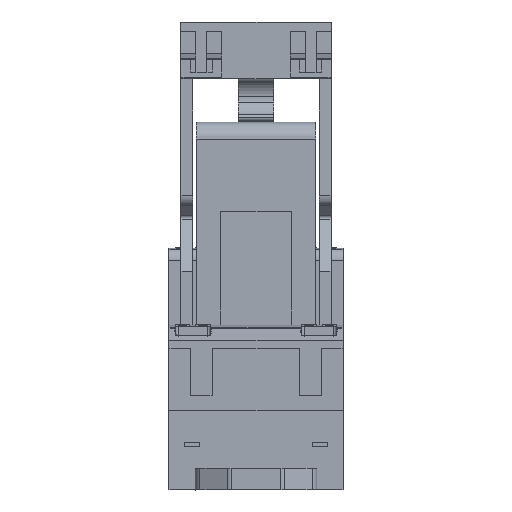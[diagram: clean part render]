
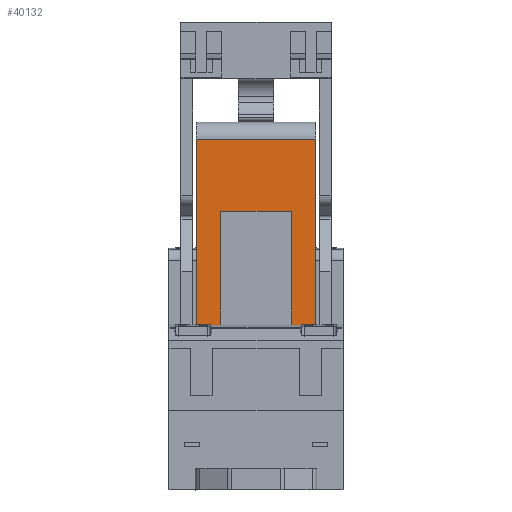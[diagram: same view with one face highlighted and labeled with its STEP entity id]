
A CAD part, front view. The second image highlights one B-rep face of the part: STEP entity #40132.
In plain terms, the highlighted planar face has unit normal (0, -1, 0).
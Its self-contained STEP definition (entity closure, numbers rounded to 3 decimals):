
#40096=AXIS2_PLACEMENT_3D('Plane Axis2P3D',#40093,#40094,#40095) ;
#40093=CARTESIAN_POINT('Axis2P3D Location',(25.805,31.495,29.6)) ;
#40098=CARTESIAN_POINT('Line Origine',(25.805,31.495,45.357)) ;
#40102=CARTESIAN_POINT('Vertex',(25.805,31.495,61.713)) ;
#40104=CARTESIAN_POINT('Vertex',(25.805,31.495,29.)) ;
#40107=CARTESIAN_POINT('Line Origine',(15.3,31.495,61.713)) ;
#40111=CARTESIAN_POINT('Vertex',(4.795,31.495,61.713)) ;
#40114=CARTESIAN_POINT('Line Origine',(4.795,31.495,45.357)) ;
#40118=CARTESIAN_POINT('Vertex',(4.795,31.495,29.)) ;
#40121=CARTESIAN_POINT('Line Origine',(15.3,31.495,29.)) ;
#40094=DIRECTION('Axis2P3D Direction',(0.,1.,0.)) ;
#40095=DIRECTION('Axis2P3D XDirection',(-1.,0.,0.)) ;
#40099=DIRECTION('Vector Direction',(0.,0.,-1.)) ;
#40108=DIRECTION('Vector Direction',(-1.,0.,0.)) ;
#40115=DIRECTION('Vector Direction',(0.,0.,-1.)) ;
#40122=DIRECTION('Vector Direction',(-1.,0.,0.)) ;
#40100=VECTOR('Line Direction',#40099,1.) ;
#40109=VECTOR('Line Direction',#40108,1.) ;
#40116=VECTOR('Line Direction',#40115,1.) ;
#40123=VECTOR('Line Direction',#40122,1.) ;
#40127=ORIENTED_EDGE('',*,*,#40106,.F.) ;
#40128=ORIENTED_EDGE('',*,*,#40113,.T.) ;
#40129=ORIENTED_EDGE('',*,*,#40120,.T.) ;
#40130=ORIENTED_EDGE('',*,*,#40125,.F.) ;
#40132=ADVANCED_FACE('RELAIS',(#40131),#40097,.F.) ;
#40106=EDGE_CURVE('',#40103,#40105,#40101,.T.) ;
#40113=EDGE_CURVE('',#40103,#40112,#40110,.T.) ;
#40120=EDGE_CURVE('',#40112,#40119,#40117,.T.) ;
#40125=EDGE_CURVE('',#40105,#40119,#40124,.T.) ;
#40126=EDGE_LOOP('',(#40127,#40128,#40129,#40130)) ;
#40131=FACE_OUTER_BOUND('',#40126,.T.) ;
#40101=LINE('Line',#40098,#40100) ;
#40110=LINE('Line',#40107,#40109) ;
#40117=LINE('Line',#40114,#40116) ;
#40124=LINE('Line',#40121,#40123) ;
#40097=PLANE('',#40096) ;
#40103=VERTEX_POINT('',#40102) ;
#40105=VERTEX_POINT('',#40104) ;
#40112=VERTEX_POINT('',#40111) ;
#40119=VERTEX_POINT('',#40118) ;
